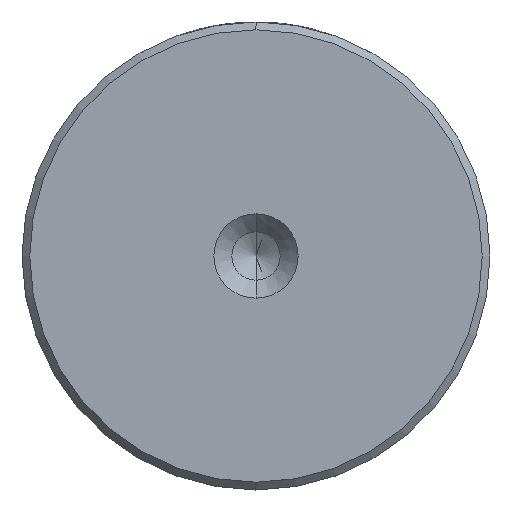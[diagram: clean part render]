
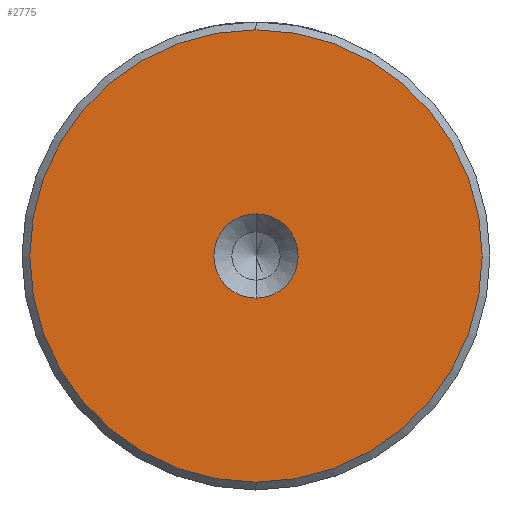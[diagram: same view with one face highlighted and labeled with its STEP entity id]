
A CAD part, left-side view. The second image highlights one B-rep face of the part: STEP entity #2775.
In plain terms, the highlighted planar face has unit normal (-1, 0, 0).
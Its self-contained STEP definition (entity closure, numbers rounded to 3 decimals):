
#33 = CARTESIAN_POINT ( 'NONE',  ( 0., 0., 2.7 ) ) ;
#44 = CIRCLE ( 'NONE', #819, 14.5 ) ;
#242 = CARTESIAN_POINT ( 'NONE',  ( 0., 0., 0. ) ) ;
#314 = CARTESIAN_POINT ( 'NONE',  ( 0., 0., -14.5 ) ) ;
#386 = DIRECTION ( 'NONE',  ( -1., 0., 0. ) ) ;
#469 = DIRECTION ( 'NONE',  ( 0., 0., 1. ) ) ;
#504 = FACE_OUTER_BOUND ( 'NONE', #619, .T. ) ;
#528 = CARTESIAN_POINT ( 'NONE',  ( 0., 0., 14.5 ) ) ;
#584 = CARTESIAN_POINT ( 'NONE',  ( 0., 0., 0. ) ) ;
#619 = EDGE_LOOP ( 'NONE', ( #1289, #1093 ) ) ;
#652 = ORIENTED_EDGE ( 'NONE', *, *, #1940, .F. ) ;
#782 = DIRECTION ( 'NONE',  ( -1., 0., 0. ) ) ;
#795 = DIRECTION ( 'NONE',  ( 0., 0., 1. ) ) ;
#819 = AXIS2_PLACEMENT_3D ( 'NONE', #242, #1781, #469 ) ;
#1093 = ORIENTED_EDGE ( 'NONE', *, *, #1893, .T. ) ;
#1103 = EDGE_CURVE ( 'NONE', #1634, #1494, #2078, .T. ) ;
#1215 = CARTESIAN_POINT ( 'NONE',  ( 0., 0., 0. ) ) ;
#1275 = VERTEX_POINT ( 'NONE', #528 ) ;
#1289 = ORIENTED_EDGE ( 'NONE', *, *, #2313, .T. ) ;
#1440 = DIRECTION ( 'NONE',  ( 0., 0., 1. ) ) ;
#1465 = AXIS2_PLACEMENT_3D ( 'NONE', #2549, #386, #1916 ) ;
#1494 = VERTEX_POINT ( 'NONE', #1928 ) ;
#1511 = AXIS2_PLACEMENT_3D ( 'NONE', #2082, #782, #2300 ) ;
#1533 = AXIS2_PLACEMENT_3D ( 'NONE', #1215, #2716, #1440 ) ;
#1634 = VERTEX_POINT ( 'NONE', #33 ) ;
#1781 = DIRECTION ( 'NONE',  ( -1., 0., 0. ) ) ;
#1813 = AXIS2_PLACEMENT_3D ( 'NONE', #584, #2094, #795 ) ;
#1844 = VERTEX_POINT ( 'NONE', #314 ) ;
#1893 = EDGE_CURVE ( 'NONE', #1275, #1844, #2673, .T. ) ;
#1915 = CIRCLE ( 'NONE', #1813, 2.7 ) ;
#1916 = DIRECTION ( 'NONE',  ( 0., 0., 1. ) ) ;
#1928 = CARTESIAN_POINT ( 'NONE',  ( 0., 0., -2.7 ) ) ;
#1940 = EDGE_CURVE ( 'NONE', #1494, #1634, #1915, .T. ) ;
#2078 = CIRCLE ( 'NONE', #1511, 2.7 ) ;
#2082 = CARTESIAN_POINT ( 'NONE',  ( 0., 0., 0. ) ) ;
#2094 = DIRECTION ( 'NONE',  ( -1., 0., 0. ) ) ;
#2217 = FACE_BOUND ( 'NONE', #2277, .T. ) ;
#2262 = ORIENTED_EDGE ( 'NONE', *, *, #1103, .F. ) ;
#2277 = EDGE_LOOP ( 'NONE', ( #2262, #652 ) ) ;
#2300 = DIRECTION ( 'NONE',  ( 0., 0., 1. ) ) ;
#2313 = EDGE_CURVE ( 'NONE', #1844, #1275, #44, .T. ) ;
#2325 = PLANE ( 'NONE',  #1465 ) ;
#2549 = CARTESIAN_POINT ( 'NONE',  ( 0., 0., 0. ) ) ;
#2673 = CIRCLE ( 'NONE', #1533, 14.5 ) ;
#2716 = DIRECTION ( 'NONE',  ( -1., 0., 0. ) ) ;
#2775 = ADVANCED_FACE ( 'NONE', ( #504, #2217 ), #2325, .T. ) ;
